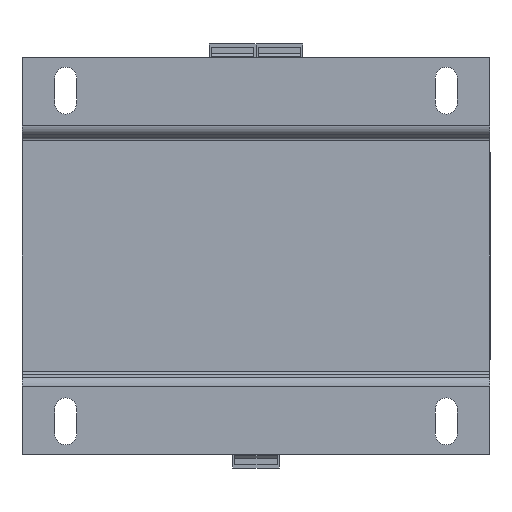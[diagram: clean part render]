
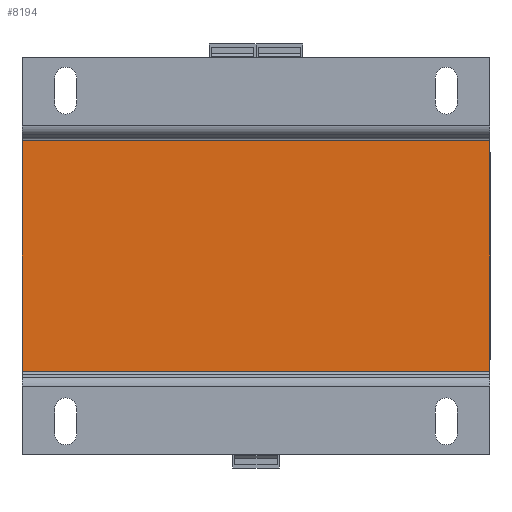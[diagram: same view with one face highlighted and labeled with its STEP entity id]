
A CAD part, front view. The second image highlights one B-rep face of the part: STEP entity #8194.
In plain terms, the highlighted planar face has unit normal (0, -1, 0).
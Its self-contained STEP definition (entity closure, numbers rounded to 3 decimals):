
#15 = CARTESIAN_POINT ( 'NONE',  ( -75., -65., -37. ) ) ;
#369 = DIRECTION ( 'NONE',  ( -1., 0., 0. ) ) ;
#519 = LINE ( 'NONE', #1632, #8596 ) ;
#688 = VERTEX_POINT ( 'NONE', #2826 ) ;
#1118 = LINE ( 'NONE', #8649, #10617 ) ;
#1158 = VERTEX_POINT ( 'NONE', #2776 ) ;
#1495 = DIRECTION ( 'NONE',  ( 0., 0., -1. ) ) ;
#1632 = CARTESIAN_POINT ( 'NONE',  ( 75., -65., 63.75 ) ) ;
#2074 = EDGE_CURVE ( 'NONE', #1158, #688, #519, .T. ) ;
#2112 = VERTEX_POINT ( 'NONE', #15 ) ;
#2225 = DIRECTION ( 'NONE',  ( 0., 0., 1. ) ) ;
#2348 = DIRECTION ( 'NONE',  ( 0., 1., 0. ) ) ;
#2447 = DIRECTION ( 'NONE',  ( 0., 0., -1. ) ) ;
#2659 = LINE ( 'NONE', #8918, #3674 ) ;
#2738 = EDGE_CURVE ( 'NONE', #688, #2112, #2659, .T. ) ;
#2776 = CARTESIAN_POINT ( 'NONE',  ( 75., -65., 37. ) ) ;
#2826 = CARTESIAN_POINT ( 'NONE',  ( 75., -65., -37. ) ) ;
#2929 = ORIENTED_EDGE ( 'NONE', *, *, #2074, .F. ) ;
#3011 = ORIENTED_EDGE ( 'NONE', *, *, #6110, .F. ) ;
#3464 = ORIENTED_EDGE ( 'NONE', *, *, #3737, .T. ) ;
#3484 = LINE ( 'NONE', #4747, #5163 ) ;
#3674 = VECTOR ( 'NONE', #6363, 1000. ) ;
#3737 = EDGE_CURVE ( 'NONE', #1158, #6852, #1118, .T. ) ;
#4340 = FACE_OUTER_BOUND ( 'NONE', #7297, .T. ) ;
#4747 = CARTESIAN_POINT ( 'NONE',  ( -75., -65., 63.75 ) ) ;
#4805 = CARTESIAN_POINT ( 'NONE',  ( -75., -65., 37. ) ) ;
#5163 = VECTOR ( 'NONE', #2225, 1000. ) ;
#6110 = EDGE_CURVE ( 'NONE', #2112, #6852, #3484, .T. ) ;
#6363 = DIRECTION ( 'NONE',  ( -1., 0., 0. ) ) ;
#6852 = VERTEX_POINT ( 'NONE', #4805 ) ;
#7297 = EDGE_LOOP ( 'NONE', ( #10662, #2929, #3464, #3011 ) ) ;
#8194 = ADVANCED_FACE ( 'NONE', ( #4340 ), #10537, .F. ) ;
#8596 = VECTOR ( 'NONE', #2447, 1000. ) ;
#8649 = CARTESIAN_POINT ( 'NONE',  ( 0., -65., 37. ) ) ;
#8918 = CARTESIAN_POINT ( 'NONE',  ( 0., -65., -37. ) ) ;
#9641 = AXIS2_PLACEMENT_3D ( 'NONE', #10608, #2348, #1495 ) ;
#10537 = PLANE ( 'NONE',  #9641 ) ;
#10608 = CARTESIAN_POINT ( 'NONE',  ( 0., -65., 0. ) ) ;
#10617 = VECTOR ( 'NONE', #369, 1000. ) ;
#10662 = ORIENTED_EDGE ( 'NONE', *, *, #2738, .F. ) ;
